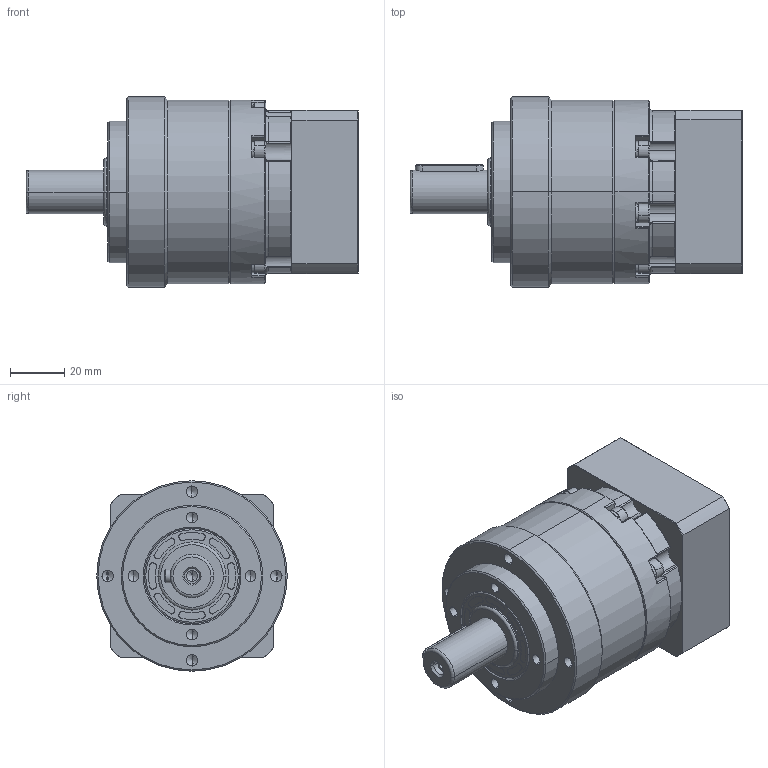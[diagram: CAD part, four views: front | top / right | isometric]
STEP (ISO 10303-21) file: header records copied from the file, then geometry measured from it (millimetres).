
FILE_DESCRIPTION (( 'STEP AP203' ), '1' );
FILE_NAME ('KE70L1-50-14-37-M5-70 俋倛芞.step', '2022-10-19T01:12:15', ( 'PC' ), ( 'Microsoft' ), 'SwSTEP 2.0', 'SolidWorks 2016', '' );
FILE_SCHEMA (( 'CONFIG_CONTROL_DESIGN' ));
Length unit declared in the file: millimetre
Products named in the file (10): 一级整体太阳轮夹套外形图 KB60D14; spring lock washers--normal type gb_GB_FASTENER_WASHER_SW 4; hexagon socket head cap screws gb_GB_FASTENER_SCREWS_HSHCS M5X16-N; hexagon socket head cap screws gb_GB_FASTENER_SCREWS_HSHCS M4X16-N; hex socket set screws with flat point gb_GB_FASTENER_SCREWS_HSFP M10X10-N; KE70L1-50-14-37-M5-70 俋倛芞; hexagon socket head cap screws gb_GB_FASTENER_SCREWS_HSHCS M4X20-N; 一级齿圈加出轴 KE70外形图; 笢潔楊擘 KS60俋倛芞; 萇儂楊擘 KB60-D50-M5-70F60H24.5
Assembly tree (30 placements, depth 2):
  KE70L1-50-14-37-M5-70 俋倛芞
    一级齿圈加出轴 KE70外形图
    笢潔楊擘 KS60俋倛芞
    萇儂楊擘 KB60-D50-M5-70F60H24.5
    一级整体太阳轮夹套外形图 KB60D14
    hexagon socket head cap screws gb_GB_FASTENER_SCREWS_HSHCS M5X16-N
    hex socket set screws with flat point gb_GB_FASTENER_SCREWS_HSFP M10X10-N
    hexagon socket head cap screws gb_GB_FASTENER_SCREWS_HSHCS M4X20-N  x6
    spring lock washers--normal type gb_GB_FASTENER_WASHER_SW 4  x12
    hexagon socket head cap screws gb_GB_FASTENER_SCREWS_HSHCS M4X16-N  x6
Bounding box: 122 x 70 x 70 mm (x, y, z)
Volume: 257135.9 mm3; surface area: 66483.8 mm2
Topology: 32 solids, 32 shells, 1045 faces, 2550 edges, 1570 vertices
Faces by surface type: cylinder 392, plane 387, cone 200, torus 54, bspline 12
Entity records: 22701 total; most frequent: CARTESIAN_POINT 4416, DIRECTION 3731, ORIENTED_EDGE 3360, EDGE_CURVE 1680, AXIS2_PLACEMENT_3D 1503, VERTEX_POINT 1064, CIRCLE 797, EDGE_LOOP 768
